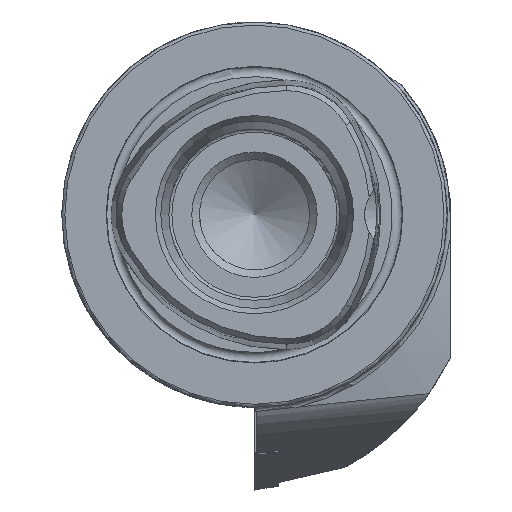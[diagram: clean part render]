
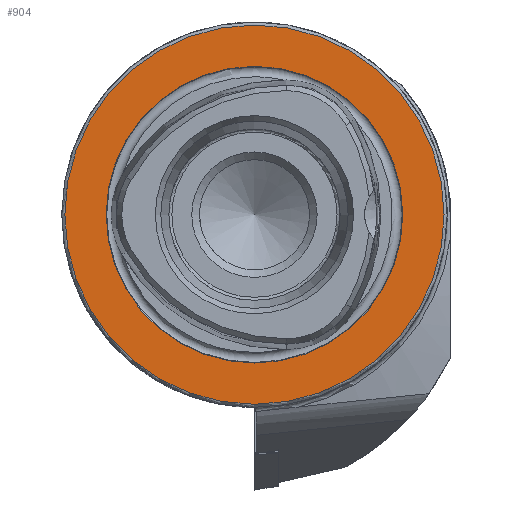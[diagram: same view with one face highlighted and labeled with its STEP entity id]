
A CAD part, left-side view. The second image highlights one B-rep face of the part: STEP entity #904.
In plain terms, the highlighted planar face has unit normal (-1, 0, 0).
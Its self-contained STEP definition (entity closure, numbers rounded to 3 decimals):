
#22 = VERTEX_POINT ( 'NONE', #925 ) ;
#240 = CARTESIAN_POINT ( 'NONE',  ( 0., 0., 0. ) ) ;
#489 = DIRECTION ( 'NONE',  ( 1., 0., 0. ) ) ;
#904 = ADVANCED_FACE ( 'NONE', ( #1157, #1814 ), #5232, .F. ) ;
#925 = CARTESIAN_POINT ( 'NONE',  ( 0., 0., 24.25 ) ) ;
#962 = AXIS2_PLACEMENT_3D ( 'NONE', #240, #2880, #2374 ) ;
#1157 = FACE_BOUND ( 'NONE', #5477, .T. ) ;
#1271 = EDGE_LOOP ( 'NONE', ( #1622 ) ) ;
#1622 = ORIENTED_EDGE ( 'NONE', *, *, #4006, .T. ) ;
#1814 = FACE_OUTER_BOUND ( 'NONE', #1271, .T. ) ;
#2145 = DIRECTION ( 'NONE',  ( 0., 0., 1. ) ) ;
#2196 = CARTESIAN_POINT ( 'NONE',  ( 0., 0., 0. ) ) ;
#2374 = DIRECTION ( 'NONE',  ( 0., 0., 1. ) ) ;
#2426 = VERTEX_POINT ( 'NONE', #3214 ) ;
#2596 = CARTESIAN_POINT ( 'NONE',  ( 0., 24.25, 0. ) ) ;
#2864 = CIRCLE ( 'NONE', #962, 31. ) ;
#2880 = DIRECTION ( 'NONE',  ( -1., 0., 0. ) ) ;
#3214 = CARTESIAN_POINT ( 'NONE',  ( 0., 0., 31. ) ) ;
#3486 = AXIS2_PLACEMENT_3D ( 'NONE', #2596, #489, #4202 ) ;
#3808 = DIRECTION ( 'NONE',  ( -1., 0., 0. ) ) ;
#4006 = EDGE_CURVE ( 'NONE', #2426, #2426, #2864, .T. ) ;
#4202 = DIRECTION ( 'NONE',  ( 0., 0., -1. ) ) ;
#4578 = AXIS2_PLACEMENT_3D ( 'NONE', #2196, #3808, #2145 ) ;
#5232 = PLANE ( 'NONE',  #3486 ) ;
#5477 = EDGE_LOOP ( 'NONE', ( #6575 ) ) ;
#5880 = CIRCLE ( 'NONE', #4578, 24.25 ) ;
#6181 = EDGE_CURVE ( 'NONE', #22, #22, #5880, .T. ) ;
#6575 = ORIENTED_EDGE ( 'NONE', *, *, #6181, .F. ) ;
